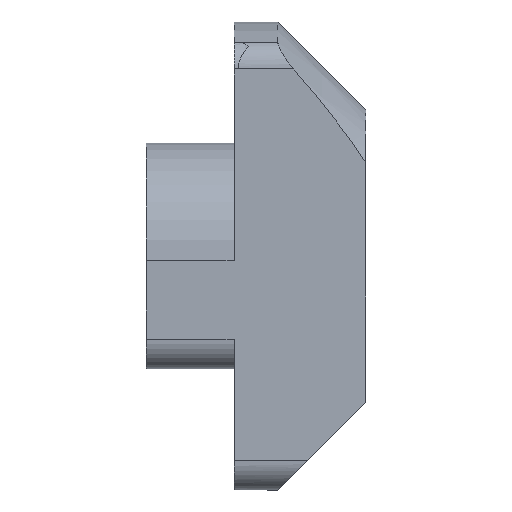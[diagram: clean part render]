
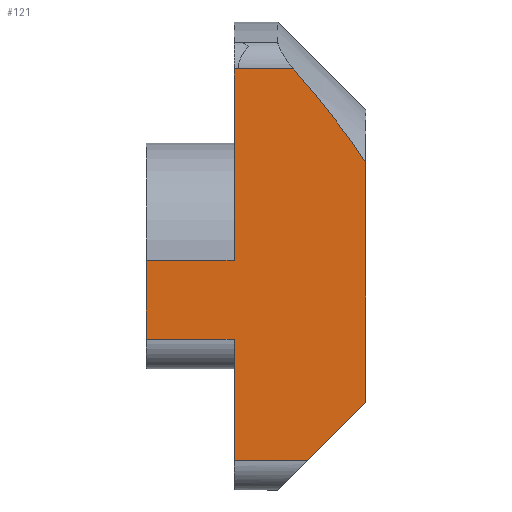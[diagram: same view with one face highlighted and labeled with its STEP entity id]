
A CAD part, left-side view. The second image highlights one B-rep face of the part: STEP entity #121.
In plain terms, the highlighted planar face has unit normal (-1, 0, 0).
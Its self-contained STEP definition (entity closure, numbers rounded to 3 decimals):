
#5 = EDGE_CURVE ( 'NONE', #988, #1028, #95, .T. ) ;
#31 = CARTESIAN_POINT ( 'NONE',  ( -3.85, 0., 6.394 ) ) ;
#42 = VECTOR ( 'NONE', #935, 1000. ) ;
#46 = LINE ( 'NONE', #851, #500 ) ;
#61 = VECTOR ( 'NONE', #484, 1000. ) ;
#77 = VECTOR ( 'NONE', #308, 1000. ) ;
#89 = CARTESIAN_POINT ( 'NONE',  ( -3.85, 2.463, 6.394 ) ) ;
#91 = CARTESIAN_POINT ( 'NONE',  ( -3.85, 0.364, 3.76 ) ) ;
#92 = VECTOR ( 'NONE', #130, 1000. ) ;
#95 = LINE ( 'NONE', #927, #1158 ) ;
#97 = CARTESIAN_POINT ( 'NONE',  ( -3.85, 2.024, 5.881 ) ) ;
#99 = ORIENTED_EDGE ( 'NONE', *, *, #616, .T. ) ;
#106 = LINE ( 'NONE', #1098, #1173 ) ;
#119 = LINE ( 'NONE', #1108, #571 ) ;
#121 = ADVANCED_FACE ( 'NONE', ( #219 ), #757, .T. ) ;
#130 = DIRECTION ( 'NONE',  ( 0., -0.707, 0.707 ) ) ;
#144 = DIRECTION ( 'NONE',  ( 0., 0., -1. ) ) ;
#164 = B_SPLINE_CURVE_WITH_KNOTS ( 'NONE', 3,
 ( #733, #91, #817, #823, #97, #89 ),
 .UNSPECIFIED., .F., .F.,
 ( 4, 2, 4 ),
 ( 0., 0.002, 0.004 ),
 .UNSPECIFIED. ) ;
#189 = LINE ( 'NONE', #907, #264 ) ;
#193 = ORIENTED_EDGE ( 'NONE', *, *, #401, .T. ) ;
#198 = EDGE_CURVE ( 'NONE', #666, #724, #1100, .T. ) ;
#203 = DIRECTION ( 'NONE',  ( 0., -1., 0. ) ) ;
#205 = ORIENTED_EDGE ( 'NONE', *, *, #570, .T. ) ;
#217 = DIRECTION ( 'NONE',  ( -1., 0., 0. ) ) ;
#219 = FACE_OUTER_BOUND ( 'NONE', #1187, .T. ) ;
#264 = VECTOR ( 'NONE', #374, 1000. ) ;
#284 = ORIENTED_EDGE ( 'NONE', *, *, #198, .T. ) ;
#299 = CARTESIAN_POINT ( 'NONE',  ( -3.85, 4.5, 6.394 ) ) ;
#303 = DIRECTION ( 'NONE',  ( 0., -1., 0. ) ) ;
#308 = DIRECTION ( 'NONE',  ( 0., 0., -1. ) ) ;
#316 = LINE ( 'NONE', #753, #77 ) ;
#352 = VERTEX_POINT ( 'NONE', #382 ) ;
#361 = EDGE_CURVE ( 'NONE', #1009, #526, #106, .T. ) ;
#374 = DIRECTION ( 'NONE',  ( 0., 1., 0. ) ) ;
#382 = CARTESIAN_POINT ( 'NONE',  ( -3.85, 4.35, 6.394 ) ) ;
#383 = EDGE_CURVE ( 'NONE', #1028, #1009, #734, .T. ) ;
#401 = EDGE_CURVE ( 'NONE', #724, #800, #46, .T. ) ;
#402 = CARTESIAN_POINT ( 'NONE',  ( -3.85, 7.5, 6.394 ) ) ;
#421 = CARTESIAN_POINT ( 'NONE',  ( -3.85, 4.5, 6.394 ) ) ;
#423 = EDGE_CURVE ( 'NONE', #800, #1143, #891, .T. ) ;
#439 = ORIENTED_EDGE ( 'NONE', *, *, #1095, .T. ) ;
#450 = CARTESIAN_POINT ( 'NONE',  ( -3.85, 4.5, -7. ) ) ;
#484 = DIRECTION ( 'NONE',  ( 0., 1., 0. ) ) ;
#497 = LINE ( 'NONE', #668, #61 ) ;
#500 = VECTOR ( 'NONE', #587, 1000. ) ;
#508 = CARTESIAN_POINT ( 'NONE',  ( -3.85, 4.5, -2.85 ) ) ;
#526 = VERTEX_POINT ( 'NONE', #630 ) ;
#551 = CARTESIAN_POINT ( 'NONE',  ( -3.85, 2., -7. ) ) ;
#570 = EDGE_CURVE ( 'NONE', #526, #838, #164, .T. ) ;
#571 = VECTOR ( 'NONE', #303, 1000. ) ;
#587 = DIRECTION ( 'NONE',  ( 0., 1., 0. ) ) ;
#606 = CARTESIAN_POINT ( 'NONE',  ( -3.85, 7.5, -2.85 ) ) ;
#616 = EDGE_CURVE ( 'NONE', #352, #666, #189, .T. ) ;
#630 = CARTESIAN_POINT ( 'NONE',  ( -3.85, 0., 3.19 ) ) ;
#640 = ORIENTED_EDGE ( 'NONE', *, *, #717, .T. ) ;
#649 = ORIENTED_EDGE ( 'NONE', *, *, #5, .T. ) ;
#653 = CARTESIAN_POINT ( 'NONE',  ( -3.85, 4.5, -0.15 ) ) ;
#666 = VERTEX_POINT ( 'NONE', #299 ) ;
#668 = CARTESIAN_POINT ( 'NONE',  ( -3.85, 0., 6.394 ) ) ;
#715 = ORIENTED_EDGE ( 'NONE', *, *, #1075, .T. ) ;
#717 = EDGE_CURVE ( 'NONE', #1143, #1133, #119, .T. ) ;
#724 = VERTEX_POINT ( 'NONE', #653 ) ;
#733 = CARTESIAN_POINT ( 'NONE',  ( -3.85, 0., 3.19 ) ) ;
#734 = LINE ( 'NONE', #551, #92 ) ;
#753 = CARTESIAN_POINT ( 'NONE',  ( -3.85, 4.5, 6.394 ) ) ;
#757 = PLANE ( 'NONE',  #1151 ) ;
#800 = VERTEX_POINT ( 'NONE', #1141 ) ;
#804 = VECTOR ( 'NONE', #144, 1000. ) ;
#817 = CARTESIAN_POINT ( 'NONE',  ( -3.85, 0.764, 4.302 ) ) ;
#819 = ORIENTED_EDGE ( 'NONE', *, *, #361, .T. ) ;
#823 = CARTESIAN_POINT ( 'NONE',  ( -3.85, 1.594, 5.363 ) ) ;
#838 = VERTEX_POINT ( 'NONE', #1029 ) ;
#851 = CARTESIAN_POINT ( 'NONE',  ( -3.85, 0., -0.15 ) ) ;
#856 = DIRECTION ( 'NONE',  ( 0., 0., 1. ) ) ;
#891 = LINE ( 'NONE', #402, #42 ) ;
#895 = ORIENTED_EDGE ( 'NONE', *, *, #383, .T. ) ;
#907 = CARTESIAN_POINT ( 'NONE',  ( -3.85, 0., 6.394 ) ) ;
#918 = CARTESIAN_POINT ( 'NONE',  ( -3.85, 0., -5. ) ) ;
#922 = CARTESIAN_POINT ( 'NONE',  ( -3.85, 2., -7. ) ) ;
#927 = CARTESIAN_POINT ( 'NONE',  ( -3.85, 0., -7. ) ) ;
#935 = DIRECTION ( 'NONE',  ( 0., 0., -1. ) ) ;
#950 = ORIENTED_EDGE ( 'NONE', *, *, #423, .T. ) ;
#988 = VERTEX_POINT ( 'NONE', #450 ) ;
#1006 = DIRECTION ( 'NONE',  ( 0., 0., 1. ) ) ;
#1009 = VERTEX_POINT ( 'NONE', #918 ) ;
#1028 = VERTEX_POINT ( 'NONE', #922 ) ;
#1029 = CARTESIAN_POINT ( 'NONE',  ( -3.85, 2.463, 6.394 ) ) ;
#1075 = EDGE_CURVE ( 'NONE', #1133, #988, #316, .T. ) ;
#1095 = EDGE_CURVE ( 'NONE', #838, #352, #497, .T. ) ;
#1098 = CARTESIAN_POINT ( 'NONE',  ( -3.85, 0., 6.394 ) ) ;
#1100 = LINE ( 'NONE', #421, #804 ) ;
#1108 = CARTESIAN_POINT ( 'NONE',  ( -3.85, 0., -2.85 ) ) ;
#1133 = VERTEX_POINT ( 'NONE', #508 ) ;
#1141 = CARTESIAN_POINT ( 'NONE',  ( -3.85, 7.5, -0.15 ) ) ;
#1143 = VERTEX_POINT ( 'NONE', #606 ) ;
#1151 = AXIS2_PLACEMENT_3D ( 'NONE', #31, #217, #856 ) ;
#1158 = VECTOR ( 'NONE', #203, 1000. ) ;
#1173 = VECTOR ( 'NONE', #1006, 1000. ) ;
#1187 = EDGE_LOOP ( 'NONE', ( #640, #715, #649, #895, #819, #205, #439, #99, #284, #193, #950 ) ) ;
